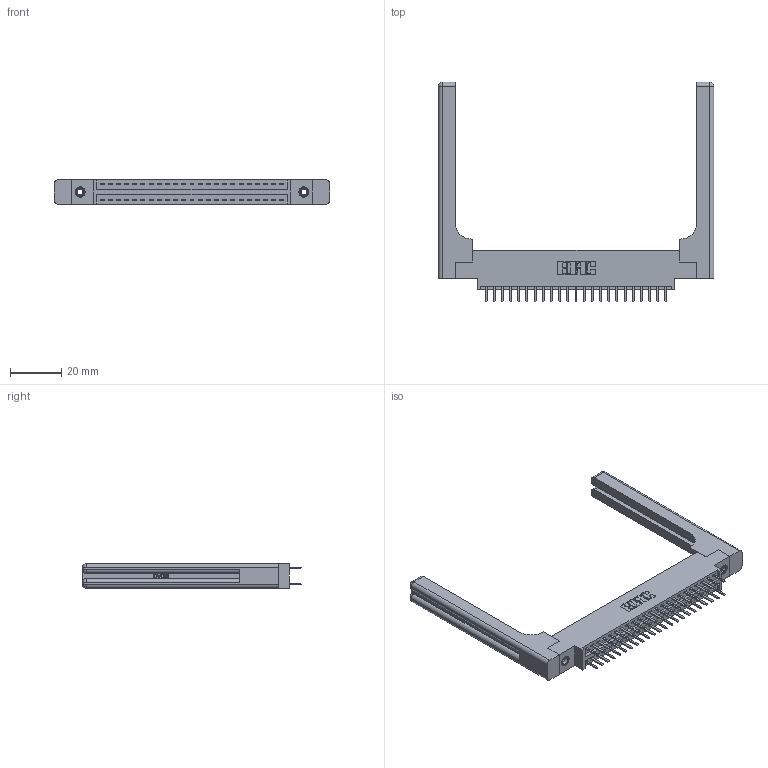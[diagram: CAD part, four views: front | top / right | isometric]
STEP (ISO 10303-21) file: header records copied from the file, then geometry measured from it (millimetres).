
FILE_DESCRIPTION (( 'STEP AP203' ), '1' );
FILE_NAME ('346-046-520-858.STEP', '2022-05-20T19:33:55', ( '' ), ( '' ), 'SwSTEP 2.0', 'SolidWorks 2020', '' );
FILE_SCHEMA (( 'CONFIG_CONTROL_DESIGN' ));
Length unit declared in the file: inch
Products named in the file (5): 346 Part_0.170 Offset - 0.156 Dia-TH; 345-250-001_345-250-001-102; 346-220-058_345-220-058; 346-046-520-858; 345-292-001_345-293-120
Assembly tree (51 placements, depth 2):
  346-046-520-858
    346 Part_0.170 Offset - 0.156 Dia-TH
    345-292-001_345-293-120  x46
    345-250-001_345-250-001-102  x2
    346-220-058_345-220-058  x2
Bounding box: 107.09 x 85.29 x 9.4 mm (x, y, z)
Volume: 17596 mm3; surface area: 18726.5 mm2
Topology: 51 solids, 51 shells, 2972 faces, 8541 edges, 5550 vertices
Faces by surface type: plane 1944, cylinder 968, bspline 36, cone 12, sphere 8, torus 4
Entity records: 23412 total; most frequent: CARTESIAN_POINT 4911, ORIENTED_EDGE 3628, DIRECTION 3298, EDGE_CURVE 1814, VECTOR 1494, LINE 1494, VERTEX_POINT 1198, AXIS2_PLACEMENT_3D 902
